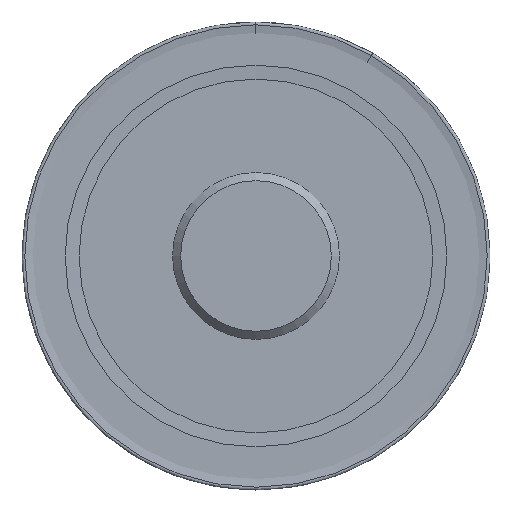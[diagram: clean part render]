
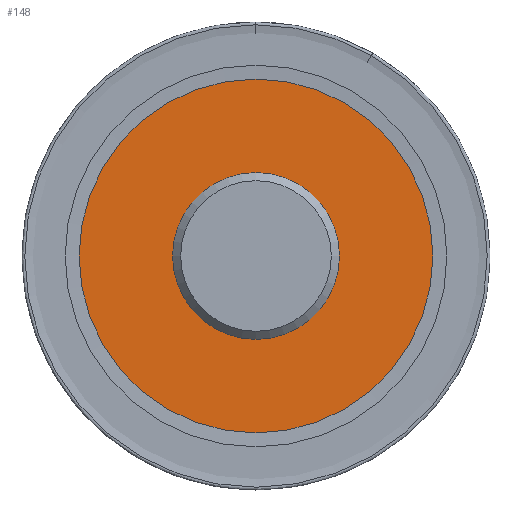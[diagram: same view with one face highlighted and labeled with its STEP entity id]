
A CAD part, left-side view. The second image highlights one B-rep face of the part: STEP entity #148.
In plain terms, the highlighted planar face has unit normal (-1, 0, 0).
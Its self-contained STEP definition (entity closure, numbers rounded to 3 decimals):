
#140=PLANE('',#563);
#148=ADVANCED_FACE('',(#190,#191),#140,.F.);
#190=FACE_BOUND('',#212,.T.);
#191=FACE_BOUND('',#213,.T.);
#212=EDGE_LOOP('',(#260));
#213=EDGE_LOOP('',(#261));
#260=ORIENTED_EDGE('',*,*,#438,.F.);
#261=ORIENTED_EDGE('',*,*,#437,.T.);
#393=VERTEX_POINT('',#778);
#394=VERTEX_POINT('',#781);
#437=EDGE_CURVE('',#393,#393,#505,.T.);
#438=EDGE_CURVE('',#394,#394,#506,.T.);
#505=CIRCLE('',#560,60.48);
#506=CIRCLE('',#562,28.5);
#560=AXIS2_PLACEMENT_3D('',#777,#632,#633);
#562=AXIS2_PLACEMENT_3D('',#780,#636,#637);
#563=AXIS2_PLACEMENT_3D('',#782,#638,#639);
#632=DIRECTION('',(-1.,0.,0.));
#633=DIRECTION('',(0.,0.,1.));
#636=DIRECTION('',(-1.,0.,0.));
#637=DIRECTION('',(0.,0.,1.));
#638=DIRECTION('',(1.,0.,0.));
#639=DIRECTION('',(0.,0.,-1.));
#777=CARTESIAN_POINT('',(0.75,0.,0.));
#778=CARTESIAN_POINT('',(0.75,0.,60.48));
#780=CARTESIAN_POINT('',(0.75,0.,0.));
#781=CARTESIAN_POINT('',(0.75,0.,28.5));
#782=CARTESIAN_POINT('',(0.75,28.5,0.));
